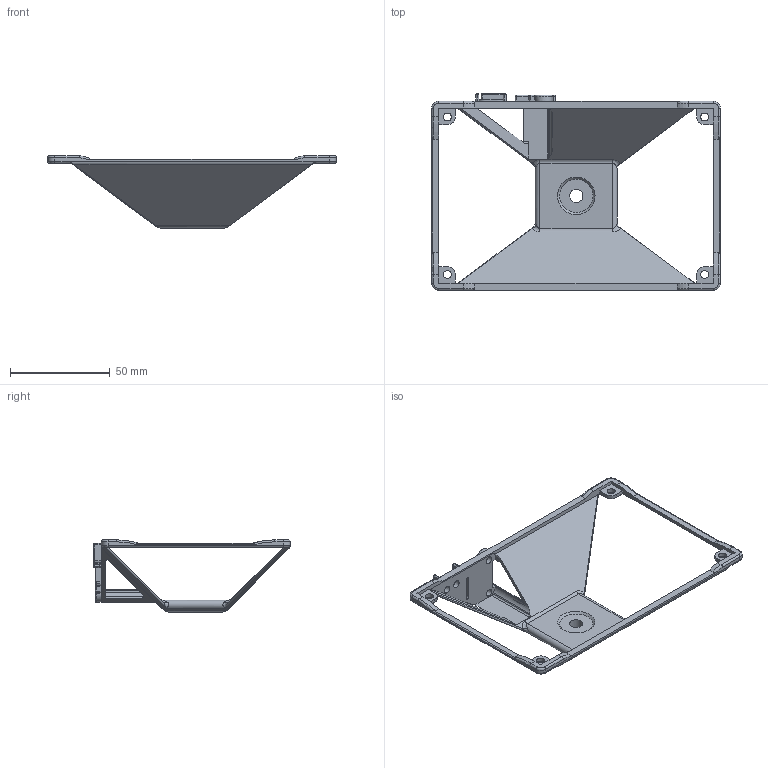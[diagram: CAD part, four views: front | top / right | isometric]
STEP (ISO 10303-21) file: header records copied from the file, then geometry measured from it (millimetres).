
FILE_DESCRIPTION(/* description */ (''),/* implementation_level */ '2;1');
FILE_NAME(/* name */ 'PYNQ-3D-Printed-Tripod-Mount.step',/* time_stamp */ '2023-03-13T20:11:19-07:00',/* author */ (''),/* organization */ (''),/* preprocessor_version */ 'ST-DEVELOPER v19.2',/* originating_system */ 'Autodesk Translation Framework v11.17.0.187',/* authorisation */ '');
FILE_SCHEMA (('AUTOMOTIVE_DESIGN { 1 0 10303 214 3 1 1 }'));
Length unit declared in the file: millimetre
Products named in the file (1): PYNQ Tripod Mount_v3
Bounding box: 144.85 x 98.6 x 36.25 mm (x, y, z)
Volume: 28436.7 mm3; surface area: 23748.4 mm2
Topology: 1 solids, 1 shells, 300 faces, 810 edges, 497 vertices
Faces by surface type: cylinder 133, plane 105, bspline 30, torus 27, cone 3, sphere 2
Full cylindrical faces by diameter (mm): 3.721 x2, 3.8 x2, 4 x4, 6.7 x1
Entity records: 10211 total; most frequent: CARTESIAN_POINT 2548, DIRECTION 1633, ORIENTED_EDGE 1608, EDGE_CURVE 804, AXIS2_PLACEMENT_3D 593, VERTEX_POINT 497, LINE 447, VECTOR 447
